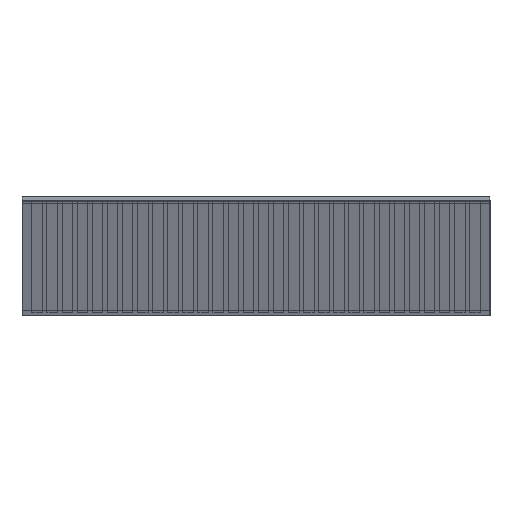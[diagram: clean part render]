
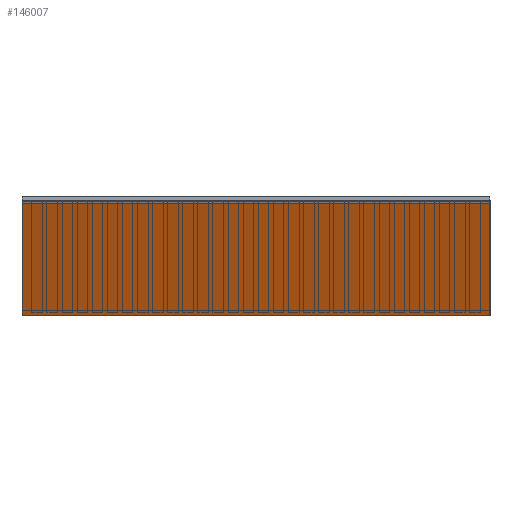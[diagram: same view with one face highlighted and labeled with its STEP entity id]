
A CAD part, left-side view. The second image highlights one B-rep face of the part: STEP entity #146007.
In plain terms, the highlighted planar face has unit normal (-0.914, 0, -0.405).
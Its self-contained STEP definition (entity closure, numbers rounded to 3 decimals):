
#2134=ORIENTED_EDGE('',*,*,#30133,.T.);
#2135=ORIENTED_EDGE('',*,*,#30575,.F.);
#2136=ORIENTED_EDGE('',*,*,#30347,.F.);
#2137=ORIENTED_EDGE('',*,*,#30576,.T.);
#30133=EDGE_CURVE('',#44409,#44408,#54177,.T.);
#30347=EDGE_CURVE('',#44621,#44622,#54391,.T.);
#30575=EDGE_CURVE('',#44622,#44408,#54619,.T.);
#30576=EDGE_CURVE('',#44621,#44409,#54620,.T.);
#44408=VERTEX_POINT('',#187145);
#44409=VERTEX_POINT('',#187147);
#44621=VERTEX_POINT('',#187573);
#44622=VERTEX_POINT('',#187575);
#54177=LINE('',#187146,#68629);
#54391=LINE('',#187574,#68843);
#54619=LINE('',#188027,#69071);
#54620=LINE('',#188029,#69072);
#68629=VECTOR('',#159960,1000.);
#68843=VECTOR('',#160176,1000.);
#69071=VECTOR('',#160482,1000.);
#69072=VECTOR('',#160485,1000.);
#82818=EDGE_LOOP('',(#2134,#2135,#2136,#2137));
#89120=FACE_BOUND('',#82818,.T.);
#95422=PLANE('',#153036);
#146007=ADVANCED_FACE('',(#89120),#95422,.F.);
#153036=AXIS2_PLACEMENT_3D('',#188028,#160483,#160484);
#159960=DIRECTION('',(-0.405,0.,0.914));
#160176=DIRECTION('',(-0.405,0.,0.914));
#160482=DIRECTION('',(0.,-1.,0.));
#160483=DIRECTION('',(0.914,0.,0.405));
#160484=DIRECTION('',(0.405,0.,-0.914));
#160485=DIRECTION('',(0.,-1.,0.));
#187145=CARTESIAN_POINT('',(35.04,0.,-0.167));
#187146=CARTESIAN_POINT('',(35.04,0.,-0.167));
#187147=CARTESIAN_POINT('',(38.32,0.,-7.575));
#187573=CARTESIAN_POINT('',(38.32,31.,-7.575));
#187574=CARTESIAN_POINT('',(35.04,31.,-0.167));
#187575=CARTESIAN_POINT('',(35.04,31.,-0.167));
#188027=CARTESIAN_POINT('',(35.04,31.,-0.167));
#188028=CARTESIAN_POINT('',(35.04,31.,-0.167));
#188029=CARTESIAN_POINT('',(38.32,31.,-7.575));
